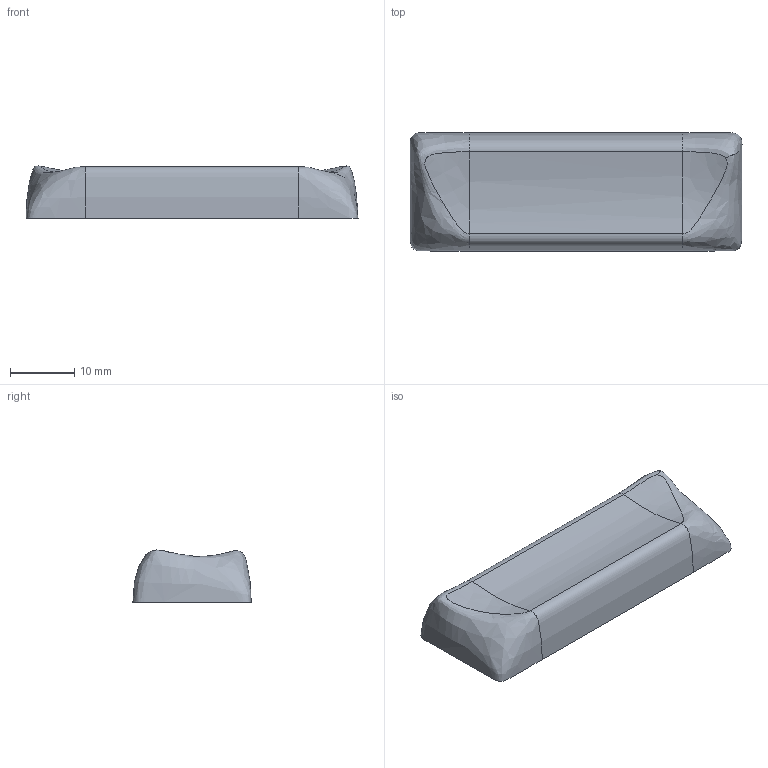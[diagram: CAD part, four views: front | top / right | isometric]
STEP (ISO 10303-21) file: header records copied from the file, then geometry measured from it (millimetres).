
FILE_DESCRIPTION(/* description */ (''),/* implementation_level */ '2;1');
FILE_NAME(/* name */ 'TRIFL-2o75U-1o25x1o25-regular.step',/* time_stamp */ '2023-12-20T11:24:49+01:00',/* author */ (''),/* organization */ (''),/* preprocessor_version */ 'ST-DEVELOPER v20',/* originating_system */ 'Autodesk Translation Framework v12.14.0.127',/* authorisation */ '');
FILE_SCHEMA (('AUTOMOTIVE_DESIGN { 1 0 10303 214 3 1 1 }'));
Length unit declared in the file: millimetre
Products named in the file (1): 2_75U
Bounding box: 51.68 x 18.4 x 8.12 mm (x, y, z)
Volume: 2933.9 mm3; surface area: 3286.9 mm2
Topology: 1 solids, 1 shells, 54 faces, 131 edges, 82 vertices
Faces by surface type: plane 24, cylinder 16, bspline 8, sphere 4, cone 2
Entity records: 5505 total; most frequent: CARTESIAN_POINT 4262, ORIENTED_EDGE 262, DIRECTION 226, EDGE_CURVE 131, VERTEX_POINT 82, LINE 78, VECTOR 78, AXIS2_PLACEMENT_3D 74
